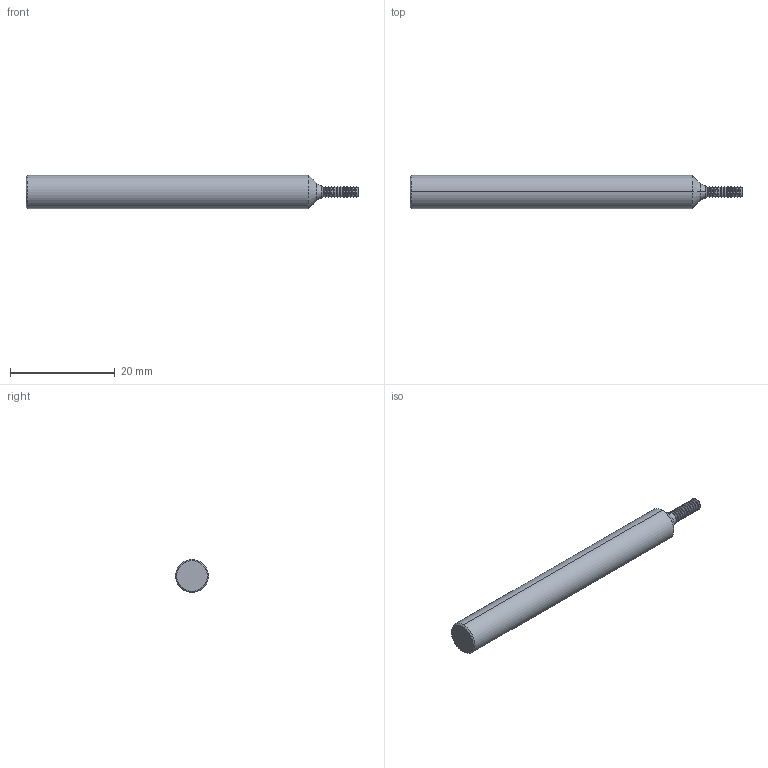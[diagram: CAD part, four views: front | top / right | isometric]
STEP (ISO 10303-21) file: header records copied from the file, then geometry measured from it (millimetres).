
FILE_DESCRIPTION (( 'STEP AP203' ), '1' );
FILE_NAME ('TM3.5-.6MM-S.STEP', '2021-09-30T19:00:21', ( '' ), ( '' ), 'SwSTEP 2.0', 'SolidWorks 2020', '' );
FILE_SCHEMA (( 'CONFIG_CONTROL_DESIGN' ));
Length unit declared in the file: inch
Products named in the file (1): TM3.5-.6MM-S
Bounding box: 63.5 x 6.34 x 6.34 mm (x, y, z)
Volume: 1760.6 mm3; surface area: 1219 mm2
Topology: 1 solids, 1 shells, 102 faces, 202 edges, 102 vertices
Faces by surface type: cone 50, cylinder 48, torus 2, plane 2
Entity records: 2625 total; most frequent: DIRECTION 512, CARTESIAN_POINT 407, ORIENTED_EDGE 404, AXIS2_PLACEMENT_3D 207, EDGE_CURVE 202, CIRCLE 104, VERTEX_POINT 102, ADVANCED_FACE 102
